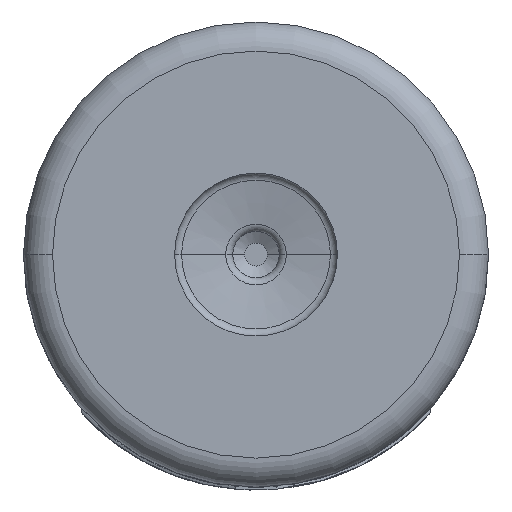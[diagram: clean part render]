
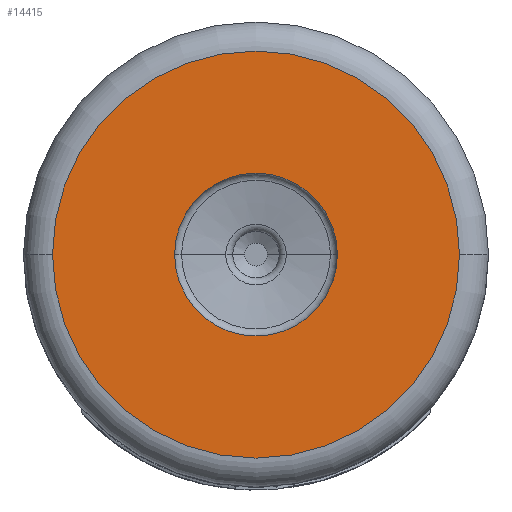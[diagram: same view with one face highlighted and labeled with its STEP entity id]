
A CAD part, front view. The second image highlights one B-rep face of the part: STEP entity #14415.
In plain terms, the highlighted planar face has unit normal (0, -1, 0).
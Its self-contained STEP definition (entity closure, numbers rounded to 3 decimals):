
#2005=CARTESIAN_POINT('',(0.,-4.,0.));
#2006=DIRECTION('',(0.,-1.,0.));
#2007=DIRECTION('',(1.,0.,0.));
#2008=AXIS2_PLACEMENT_3D('',#2005,#2006,#2007);
#2020=CARTESIAN_POINT('',(0.,-4.,0.));
#2021=DIRECTION('',(0.,-1.,0.));
#2022=DIRECTION('',(-1.,0.,0.));
#2023=AXIS2_PLACEMENT_3D('',#2020,#2021,#2022);
#2025=CARTESIAN_POINT('',(0.,-4.,0.));
#2026=DIRECTION('',(0.,-1.,0.));
#2027=DIRECTION('',(1.,0.,0.));
#2028=AXIS2_PLACEMENT_3D('',#2025,#2026,#2027);
#2030=CARTESIAN_POINT('',(0.,-4.,0.));
#2031=DIRECTION('',(0.,-1.,0.));
#2032=DIRECTION('',(-1.,0.,0.));
#2033=AXIS2_PLACEMENT_3D('',#2030,#2031,#2032);
#12245=CARTESIAN_POINT('',(-1.4,-4.,0.));
#12246=CARTESIAN_POINT('',(1.4,-4.,0.));
#12247=VERTEX_POINT('',#12245);
#12248=VERTEX_POINT('',#12246);
#12249=CARTESIAN_POINT('',(3.5,-4.,0.));
#12250=CARTESIAN_POINT('',(-3.5,-4.,0.));
#12251=VERTEX_POINT('',#12249);
#12252=VERTEX_POINT('',#12250);
#14399=CARTESIAN_POINT('',(0.,-4.,0.));
#14400=DIRECTION('',(0.,1.,0.));
#14401=DIRECTION('',(1.,0.,0.));
#14402=AXIS2_PLACEMENT_3D('',#14399,#14400,#14401);
#14403=PLANE('',#14402);
#14404=ORIENTED_EDGE('',*,*,#14389,.F.);
#14406=ORIENTED_EDGE('',*,*,#14405,.F.);
#14407=EDGE_LOOP('',(#14404,#14406));
#14408=FACE_OUTER_BOUND('',#14407,.F.);
#14410=ORIENTED_EDGE('',*,*,#14409,.T.);
#14412=ORIENTED_EDGE('',*,*,#14411,.T.);
#14413=EDGE_LOOP('',(#14410,#14412));
#14414=FACE_BOUND('',#14413,.F.);
#14415=ADVANCED_FACE('',(#14408,#14414),#14403,.F.);
#2009=CIRCLE('',#2008,3.5);
#2024=CIRCLE('',#2023,1.4);
#2029=CIRCLE('',#2028,1.4);
#2034=CIRCLE('',#2033,3.5);
#14389=EDGE_CURVE('',#12251,#12252,#2009,.T.);
#14405=EDGE_CURVE('',#12252,#12251,#2034,.T.);
#14409=EDGE_CURVE('',#12247,#12248,#2024,.T.);
#14411=EDGE_CURVE('',#12248,#12247,#2029,.T.);
